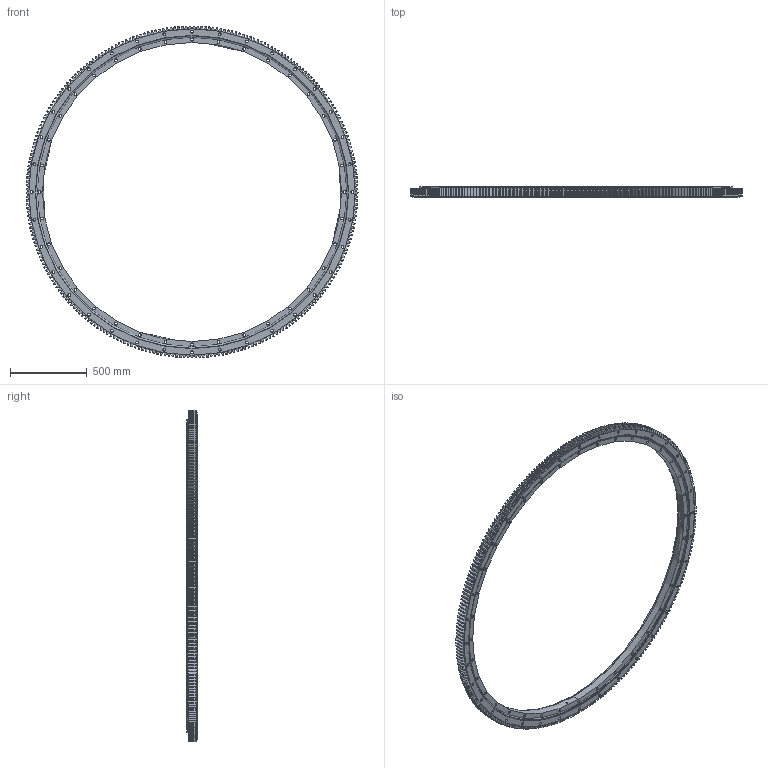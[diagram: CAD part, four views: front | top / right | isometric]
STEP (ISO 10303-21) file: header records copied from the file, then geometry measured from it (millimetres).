
FILE_DESCRIPTION (( 'STEP AP203' ), '1' );
FILE_NAME ('01-2040-03.STEP', '2017-12-26T10:56:33', ( 'defontaine' ), ( 'Hewlett-Packard Company' ), 'SwSTEP 2.0', 'SolidWorks 2016', '' );
FILE_SCHEMA (( 'CONFIG_CONTROL_DESIGN' ));
Length unit declared in the file: millimetre
Products named in the file (1): 01-2040-03
Bounding box: 2165 x 68 x 2164.97 mm (x, y, z)
Volume: 33929022.9 mm3; surface area: 4040879.7 mm2
Topology: 5 solids, 5 shells, 1828 faces, 5429 edges, 3611 vertices
Faces by surface type: cylinder 709, plane 552, cone 547, torus 18, sphere 2
Entity records: 63820 total; most frequent: CARTESIAN_POINT 14640, ORIENTED_EDGE 10848, DIRECTION 9990, EDGE_CURVE 5424, AXIS2_PLACEMENT_3D 3829, VERTEX_POINT 3608, LINE 2332, VECTOR 2332
